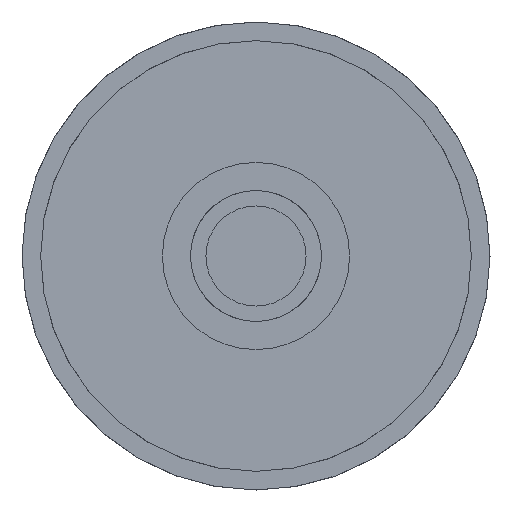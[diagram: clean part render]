
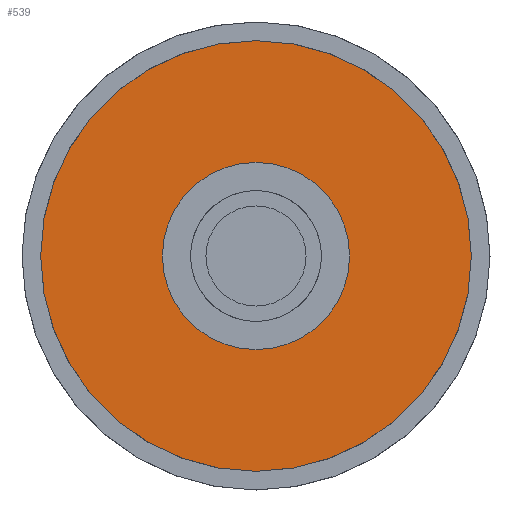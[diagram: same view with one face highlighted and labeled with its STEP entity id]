
A CAD part, front view. The second image highlights one B-rep face of the part: STEP entity #539.
In plain terms, the highlighted face is planar.
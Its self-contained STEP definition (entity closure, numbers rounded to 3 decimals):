
#266 = EDGE_CURVE ( 'NONE', #267, #268, #1285, .T. ) ;
#267 = VERTEX_POINT ( 'NONE', #1281 ) ;
#268 = VERTEX_POINT ( 'NONE', #1280 ) ;
#313 = EDGE_CURVE ( 'NONE', #314, #315, #1111, .T. ) ;
#314 = VERTEX_POINT ( 'NONE', #1106 ) ;
#315 = VERTEX_POINT ( 'NONE', #1105 ) ;
#336 = EDGE_CURVE ( 'NONE', #315, #314, #1410, .T. ) ;
#432 = ORIENTED_EDGE ( 'NONE', *, *, #266, .F. ) ;
#433 = ORIENTED_EDGE ( 'NONE', *, *, #603, .F. ) ;
#434 = EDGE_LOOP ( 'NONE', ( #528, #529 ) ) ;
#528 = ORIENTED_EDGE ( 'NONE', *, *, #336, .T. ) ;
#529 = ORIENTED_EDGE ( 'NONE', *, *, #313, .T. ) ;
#539 = ADVANCED_FACE ( 'NONE', ( #1750, #1749 ), #1748, .F. ) ;
#540 = EDGE_LOOP ( 'NONE', ( #432, #433 ) ) ;
#603 = EDGE_CURVE ( 'NONE', #268, #267, #1650, .T. ) ;
#1105 = CARTESIAN_POINT ( 'NONE',  ( -10., 0., 0. ) ) ;
#1106 = CARTESIAN_POINT ( 'NONE',  ( 10., 0., 0. ) ) ;
#1107 = DIRECTION ( 'NONE',  ( -1., 0., 0. ) ) ;
#1108 = DIRECTION ( 'NONE',  ( 0., 0., -1. ) ) ;
#1109 = CARTESIAN_POINT ( 'NONE',  ( 0., 0., 0. ) ) ;
#1110 = AXIS2_PLACEMENT_3D ( 'NONE', #1109, #1108, #1107 ) ;
#1111 = CIRCLE ( 'NONE', #1110, 10. ) ;
#1280 = CARTESIAN_POINT ( 'NONE',  ( 23., 0., 0. ) ) ;
#1281 = CARTESIAN_POINT ( 'NONE',  ( -23., 0., 0. ) ) ;
#1282 = DIRECTION ( 'NONE',  ( -1., 0., 0. ) ) ;
#1283 = DIRECTION ( 'NONE',  ( 0., 0., -1. ) ) ;
#1284 = AXIS2_PLACEMENT_3D ( 'NONE', #1290, #1283, #1282 ) ;
#1285 = CIRCLE ( 'NONE', #1284, 23. ) ;
#1290 = CARTESIAN_POINT ( 'NONE',  ( 0., 0., 0. ) ) ;
#1406 = DIRECTION ( 'NONE',  ( -1., 0., 0. ) ) ;
#1407 = DIRECTION ( 'NONE',  ( 0., 0., -1. ) ) ;
#1408 = CARTESIAN_POINT ( 'NONE',  ( 0., 0., 0. ) ) ;
#1409 = AXIS2_PLACEMENT_3D ( 'NONE', #1408, #1407, #1406 ) ;
#1410 = CIRCLE ( 'NONE', #1409, 10. ) ;
#1647 = DIRECTION ( 'NONE',  ( -1., 0., 0. ) ) ;
#1648 = DIRECTION ( 'NONE',  ( 0., 0., -1. ) ) ;
#1649 = AXIS2_PLACEMENT_3D ( 'NONE', #1655, #1648, #1647 ) ;
#1650 = CIRCLE ( 'NONE', #1649, 23. ) ;
#1655 = CARTESIAN_POINT ( 'NONE',  ( 0., 0., 0. ) ) ;
#1695 = DIRECTION ( 'NONE',  ( -1., 0., 0. ) ) ;
#1696 = DIRECTION ( 'NONE',  ( 0., 0., -1. ) ) ;
#1697 = CARTESIAN_POINT ( 'NONE',  ( 10., 0., 0. ) ) ;
#1746 = AXIS2_PLACEMENT_3D ( 'NONE', #1697, #1696, #1695 ) ;
#1748 = PLANE ( 'NONE',  #1746 ) ;
#1749 = FACE_BOUND ( 'NONE', #434, .T. ) ;
#1750 = FACE_OUTER_BOUND ( 'NONE', #540, .T. ) ;
